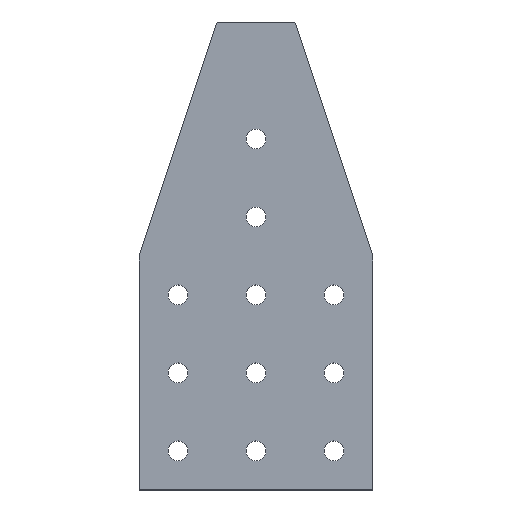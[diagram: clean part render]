
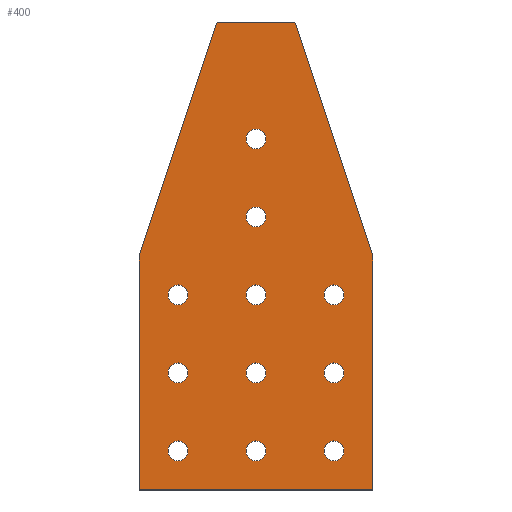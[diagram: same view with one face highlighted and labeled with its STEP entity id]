
A CAD part, top view. The second image highlights one B-rep face of the part: STEP entity #400.
In plain terms, the highlighted planar face has unit normal (0, 0, 1).
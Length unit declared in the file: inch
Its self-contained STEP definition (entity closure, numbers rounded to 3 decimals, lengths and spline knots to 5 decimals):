
#15=FACE_BOUND('',#82,.T.);
#16=FACE_BOUND('',#83,.T.);
#17=FACE_BOUND('',#84,.T.);
#18=FACE_BOUND('',#85,.T.);
#19=FACE_BOUND('',#86,.T.);
#20=FACE_BOUND('',#87,.T.);
#21=FACE_BOUND('',#88,.T.);
#22=FACE_BOUND('',#89,.T.);
#23=FACE_BOUND('',#90,.T.);
#24=FACE_BOUND('',#91,.T.);
#25=FACE_BOUND('',#92,.T.);
#43=PLANE('',#461);
#62=FACE_OUTER_BOUND('',#81,.T.);
#81=EDGE_LOOP('',(#338,#339,#340,#341,#342,#343));
#82=EDGE_LOOP('',(#344));
#83=EDGE_LOOP('',(#345));
#84=EDGE_LOOP('',(#346));
#85=EDGE_LOOP('',(#347));
#86=EDGE_LOOP('',(#348));
#87=EDGE_LOOP('',(#349));
#88=EDGE_LOOP('',(#350));
#89=EDGE_LOOP('',(#351));
#90=EDGE_LOOP('',(#352));
#91=EDGE_LOOP('',(#353));
#92=EDGE_LOOP('',(#354));
#118=LINE('',#650,#147);
#121=LINE('',#656,#150);
#124=LINE('',#662,#153);
#127=LINE('',#668,#156);
#130=LINE('',#674,#159);
#133=LINE('',#678,#162);
#147=VECTOR('',#546,0.3937);
#150=VECTOR('',#551,0.3937);
#153=VECTOR('',#556,0.3937);
#156=VECTOR('',#561,0.3937);
#159=VECTOR('',#566,0.3937);
#162=VECTOR('',#571,0.3937);
#163=CIRCLE('',#423,0.128);
#165=CIRCLE('',#426,0.128);
#167=CIRCLE('',#429,0.128);
#169=CIRCLE('',#432,0.128);
#171=CIRCLE('',#435,0.128);
#173=CIRCLE('',#438,0.128);
#175=CIRCLE('',#441,0.128);
#177=CIRCLE('',#444,0.128);
#179=CIRCLE('',#447,0.128);
#181=CIRCLE('',#450,0.128);
#183=CIRCLE('',#453,0.128);
#185=VERTEX_POINT('',#578);
#187=VERTEX_POINT('',#584);
#189=VERTEX_POINT('',#590);
#191=VERTEX_POINT('',#596);
#193=VERTEX_POINT('',#602);
#195=VERTEX_POINT('',#608);
#197=VERTEX_POINT('',#614);
#199=VERTEX_POINT('',#620);
#201=VERTEX_POINT('',#626);
#203=VERTEX_POINT('',#632);
#205=VERTEX_POINT('',#638);
#209=VERTEX_POINT('',#647);
#210=VERTEX_POINT('',#649);
#212=VERTEX_POINT('',#655);
#214=VERTEX_POINT('',#661);
#216=VERTEX_POINT('',#667);
#218=VERTEX_POINT('',#673);
#219=EDGE_CURVE('',#185,#185,#163,.T.);
#222=EDGE_CURVE('',#187,#187,#165,.T.);
#225=EDGE_CURVE('',#189,#189,#167,.T.);
#228=EDGE_CURVE('',#191,#191,#169,.T.);
#231=EDGE_CURVE('',#193,#193,#171,.T.);
#234=EDGE_CURVE('',#195,#195,#173,.T.);
#237=EDGE_CURVE('',#197,#197,#175,.T.);
#240=EDGE_CURVE('',#199,#199,#177,.T.);
#243=EDGE_CURVE('',#201,#201,#179,.T.);
#246=EDGE_CURVE('',#203,#203,#181,.T.);
#249=EDGE_CURVE('',#205,#205,#183,.T.);
#254=EDGE_CURVE('',#210,#209,#118,.T.);
#257=EDGE_CURVE('',#212,#210,#121,.T.);
#260=EDGE_CURVE('',#214,#212,#124,.T.);
#263=EDGE_CURVE('',#216,#214,#127,.T.);
#266=EDGE_CURVE('',#218,#216,#130,.T.);
#269=EDGE_CURVE('',#209,#218,#133,.T.);
#338=ORIENTED_EDGE('',*,*,#269,.T.);
#339=ORIENTED_EDGE('',*,*,#266,.T.);
#340=ORIENTED_EDGE('',*,*,#263,.T.);
#341=ORIENTED_EDGE('',*,*,#260,.T.);
#342=ORIENTED_EDGE('',*,*,#257,.T.);
#343=ORIENTED_EDGE('',*,*,#254,.T.);
#344=ORIENTED_EDGE('',*,*,#249,.T.);
#345=ORIENTED_EDGE('',*,*,#246,.T.);
#346=ORIENTED_EDGE('',*,*,#243,.T.);
#347=ORIENTED_EDGE('',*,*,#240,.T.);
#348=ORIENTED_EDGE('',*,*,#237,.T.);
#349=ORIENTED_EDGE('',*,*,#234,.T.);
#350=ORIENTED_EDGE('',*,*,#231,.T.);
#351=ORIENTED_EDGE('',*,*,#228,.T.);
#352=ORIENTED_EDGE('',*,*,#225,.T.);
#353=ORIENTED_EDGE('',*,*,#222,.T.);
#354=ORIENTED_EDGE('',*,*,#219,.T.);
#400=ADVANCED_FACE('',(#62,#15,#16,#17,#18,#19,#20,#21,#22,#23,#24,#25),
#43,.T.);
#423=AXIS2_PLACEMENT_3D('',#579,#467,#468);
#426=AXIS2_PLACEMENT_3D('',#585,#474,#475);
#429=AXIS2_PLACEMENT_3D('',#591,#481,#482);
#432=AXIS2_PLACEMENT_3D('',#597,#488,#489);
#435=AXIS2_PLACEMENT_3D('',#603,#495,#496);
#438=AXIS2_PLACEMENT_3D('',#609,#502,#503);
#441=AXIS2_PLACEMENT_3D('',#615,#509,#510);
#444=AXIS2_PLACEMENT_3D('',#621,#516,#517);
#447=AXIS2_PLACEMENT_3D('',#627,#523,#524);
#450=AXIS2_PLACEMENT_3D('',#633,#530,#531);
#453=AXIS2_PLACEMENT_3D('',#639,#537,#538);
#461=AXIS2_PLACEMENT_3D('',#679,#572,#573);
#467=DIRECTION('center_axis',(0.,0.,-1.));
#468=DIRECTION('ref_axis',(-1.,0.,0.));
#474=DIRECTION('center_axis',(0.,0.,-1.));
#475=DIRECTION('ref_axis',(-1.,0.,0.));
#481=DIRECTION('center_axis',(0.,0.,-1.));
#482=DIRECTION('ref_axis',(-1.,0.,0.));
#488=DIRECTION('center_axis',(0.,0.,-1.));
#489=DIRECTION('ref_axis',(-1.,0.,0.));
#495=DIRECTION('center_axis',(0.,0.,-1.));
#496=DIRECTION('ref_axis',(-1.,0.,0.));
#502=DIRECTION('center_axis',(0.,0.,-1.));
#503=DIRECTION('ref_axis',(-1.,0.,0.));
#509=DIRECTION('center_axis',(0.,0.,-1.));
#510=DIRECTION('ref_axis',(-1.,0.,0.));
#516=DIRECTION('center_axis',(0.,0.,-1.));
#517=DIRECTION('ref_axis',(-1.,0.,0.));
#523=DIRECTION('center_axis',(0.,0.,-1.));
#524=DIRECTION('ref_axis',(-1.,0.,0.));
#530=DIRECTION('center_axis',(0.,0.,-1.));
#531=DIRECTION('ref_axis',(-1.,0.,0.));
#537=DIRECTION('center_axis',(0.,0.,-1.));
#538=DIRECTION('ref_axis',(-1.,0.,0.));
#546=DIRECTION('',(1.,0.,0.));
#551=DIRECTION('',(0.,-1.,0.));
#556=DIRECTION('',(-0.316,-0.949,0.));
#561=DIRECTION('',(-1.,0.,0.));
#566=DIRECTION('',(-0.316,0.949,0.));
#571=DIRECTION('',(0.,1.,0.));
#572=DIRECTION('center_axis',(0.,0.,1.));
#573=DIRECTION('ref_axis',(1.,0.,0.));
#578=CARTESIAN_POINT('',(1.628,3.5,0.25));
#579=CARTESIAN_POINT('Origin',(1.5,3.5,0.25));
#584=CARTESIAN_POINT('',(2.628,1.5,0.25));
#585=CARTESIAN_POINT('Origin',(2.5,1.5,0.25));
#590=CARTESIAN_POINT('',(2.628,0.5,0.25));
#591=CARTESIAN_POINT('Origin',(2.5,0.5,0.25));
#596=CARTESIAN_POINT('',(1.628,2.5,0.25));
#597=CARTESIAN_POINT('Origin',(1.5,2.5,0.25));
#602=CARTESIAN_POINT('',(1.628,1.5,0.25));
#603=CARTESIAN_POINT('Origin',(1.5,1.5,0.25));
#608=CARTESIAN_POINT('',(1.628,0.5,0.25));
#609=CARTESIAN_POINT('Origin',(1.5,0.5,0.25));
#614=CARTESIAN_POINT('',(0.628,2.5,0.25));
#615=CARTESIAN_POINT('Origin',(0.5,2.5,0.25));
#620=CARTESIAN_POINT('',(0.628,1.5,0.25));
#621=CARTESIAN_POINT('Origin',(0.5,1.5,0.25));
#626=CARTESIAN_POINT('',(0.628,0.5,0.25));
#627=CARTESIAN_POINT('Origin',(0.5,0.5,0.25));
#632=CARTESIAN_POINT('',(2.628,2.5,0.25));
#633=CARTESIAN_POINT('Origin',(2.5,2.5,0.25));
#638=CARTESIAN_POINT('',(1.628,4.5,0.25));
#639=CARTESIAN_POINT('Origin',(1.5,4.5,0.25));
#647=CARTESIAN_POINT('',(3.,0.,0.25));
#649=CARTESIAN_POINT('',(0.,0.,0.25));
#650=CARTESIAN_POINT('',(0.,0.,0.25));
#655=CARTESIAN_POINT('',(0.,3.,0.25));
#656=CARTESIAN_POINT('',(0.,3.,0.25));
#661=CARTESIAN_POINT('',(1.,6.,0.25));
#662=CARTESIAN_POINT('',(1.,6.,0.25));
#667=CARTESIAN_POINT('',(2.,6.,0.25));
#668=CARTESIAN_POINT('',(2.,6.,0.25));
#673=CARTESIAN_POINT('',(3.,3.,0.25));
#674=CARTESIAN_POINT('',(3.,3.,0.25));
#678=CARTESIAN_POINT('',(3.,0.,0.25));
#679=CARTESIAN_POINT('Origin',(1.5,3.,0.25));
